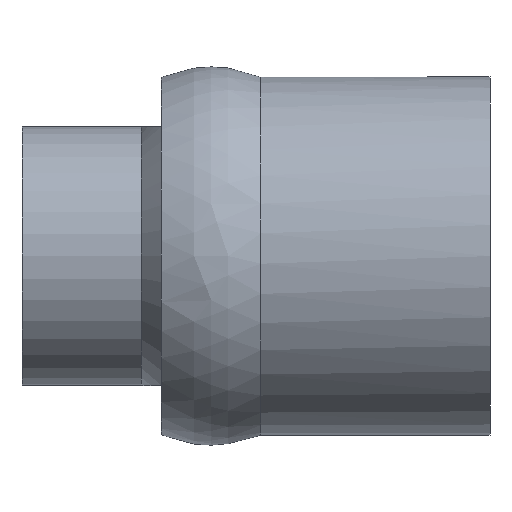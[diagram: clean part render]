
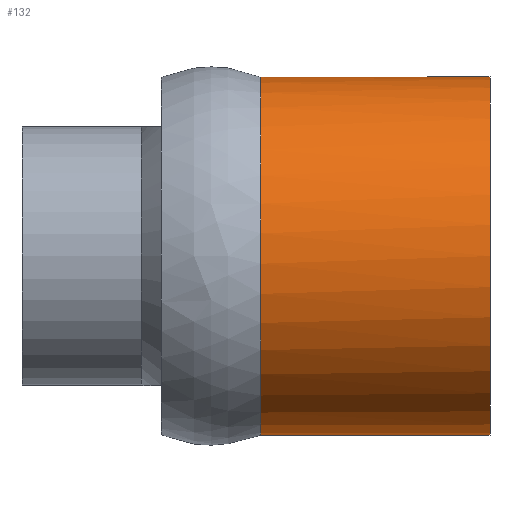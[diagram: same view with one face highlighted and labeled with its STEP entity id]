
A CAD part, left-side view. The second image highlights one B-rep face of the part: STEP entity #132.
In plain terms, the highlighted cylindrical face has radius 9 mm (diameter 18 mm), a full revolution.
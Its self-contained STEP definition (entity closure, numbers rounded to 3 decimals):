
#113=CYLINDRICAL_SURFACE('',#682,9.);
#132=ADVANCED_FACE('',(#304,#305),#113,.T.);
#193=CIRCLE('',#678,9.);
#194=CIRCLE('',#680,9.);
#195=CIRCLE('',#681,9.);
#248=LINE('',#1415,#281);
#251=LINE('',#1435,#284);
#281=VECTOR('',#744,1.);
#284=VECTOR('',#749,1.);
#304=FACE_BOUND('',#329,.T.);
#305=FACE_BOUND('',#330,.T.);
#329=EDGE_LOOP('',(#432,#433,#434,#435));
#330=EDGE_LOOP('',(#436));
#432=ORIENTED_EDGE('',*,*,#637,.T.);
#433=ORIENTED_EDGE('',*,*,#616,.T.);
#434=ORIENTED_EDGE('',*,*,#638,.T.);
#435=ORIENTED_EDGE('',*,*,#610,.T.);
#436=ORIENTED_EDGE('',*,*,#636,.F.);
#543=VERTEX_POINT('',#1414);
#544=VERTEX_POINT('',#1416);
#547=VERTEX_POINT('',#1434);
#548=VERTEX_POINT('',#1436);
#564=VERTEX_POINT('',#2327);
#610=EDGE_CURVE('',#544,#543,#248,.T.);
#616=EDGE_CURVE('',#548,#547,#251,.T.);
#636=EDGE_CURVE('',#564,#564,#193,.T.);
#637=EDGE_CURVE('',#543,#548,#194,.T.);
#638=EDGE_CURVE('',#547,#544,#195,.T.);
#678=AXIS2_PLACEMENT_3D('',#2326,#772,#773);
#680=AXIS2_PLACEMENT_3D('',#2329,#776,#777);
#681=AXIS2_PLACEMENT_3D('',#2330,#778,#779);
#682=AXIS2_PLACEMENT_3D('',#2331,#780,#781);
#744=DIRECTION('',(0.,1.,0.));
#749=DIRECTION('',(0.,-1.,0.));
#772=DIRECTION('',(0.,-1.,0.));
#773=DIRECTION('',(0.,0.,-1.));
#776=DIRECTION('',(0.,-1.,0.));
#777=DIRECTION('',(0.,0.,-1.));
#778=DIRECTION('',(0.,-1.,0.));
#779=DIRECTION('',(0.,0.,-1.));
#780=DIRECTION('',(0.,-1.,0.));
#781=DIRECTION('',(0.,0.,-1.));
#1414=CARTESIAN_POINT('',(162.725,55.,6.5));
#1415=CARTESIAN_POINT('',(162.725,40.,6.5));
#1416=CARTESIAN_POINT('',(162.725,54.5,6.5));
#1434=CARTESIAN_POINT('',(162.725,54.5,-6.5));
#1435=CARTESIAN_POINT('',(162.725,40.,-6.5));
#1436=CARTESIAN_POINT('',(162.725,55.,-6.5));
#2326=CARTESIAN_POINT('',(156.5,43.5,0.));
#2327=CARTESIAN_POINT('',(156.5,43.5,-9.));
#2329=CARTESIAN_POINT('',(156.5,55.,0.));
#2330=CARTESIAN_POINT('',(156.5,54.5,0.));
#2331=CARTESIAN_POINT('',(156.5,40.,0.));
